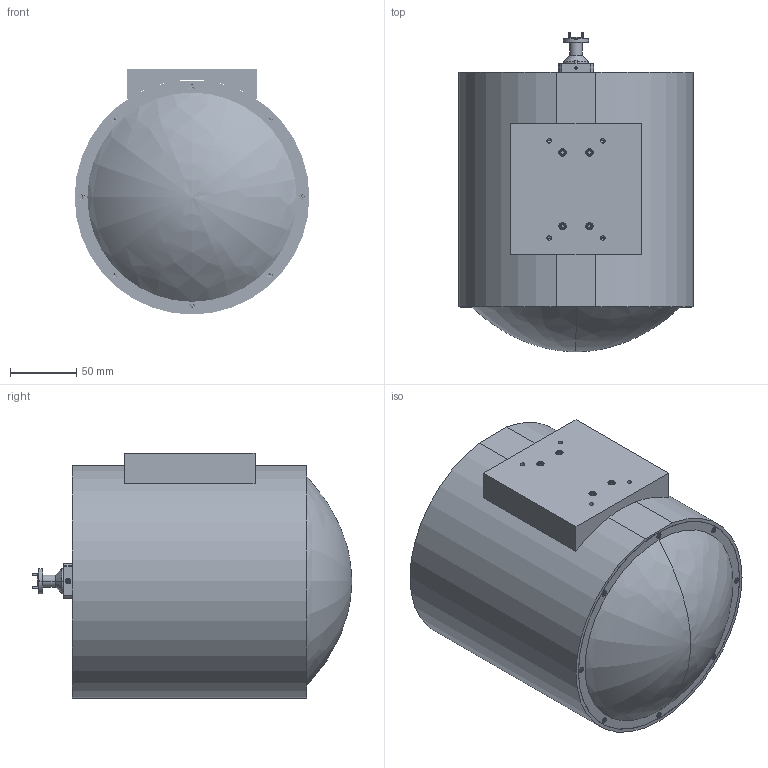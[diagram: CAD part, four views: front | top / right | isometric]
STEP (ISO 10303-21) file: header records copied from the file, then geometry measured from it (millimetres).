
FILE_DESCRIPTION (( 'STEP AP203' ), '1' );
FILE_NAME ('SAG-5836833503-141-S1 .STEP', '2020-02-18T23:53:24', ( '' ), ( '' ), 'SwSTEP 2.0', 'SolidWorks 2020', '' );
FILE_SCHEMA (( 'CONFIG_CONTROL_DESIGN' ));
Length unit declared in the file: inch
Products named in the file (1): SAG-5836833503-141-S1 
Bounding box: 177.8 x 242 x 185.58 mm (x, y, z)
Volume: 4885582.1 mm3; surface area: 290541.1 mm2
Topology: 44 solids, 48 shells, 2355 faces, 6275 edges, 4007 vertices
Faces by surface type: cylinder 1318, plane 493, cone 478, bspline 66
Entity records: 118145 total; most frequent: CARTESIAN_POINT 66648, ORIENTED_EDGE 12378, DIRECTION 9176, EDGE_CURVE 6189, VERTEX_POINT 4007, AXIS2_PLACEMENT_3D 3447, EDGE_LOOP 2524, ADVANCED_FACE 2355
